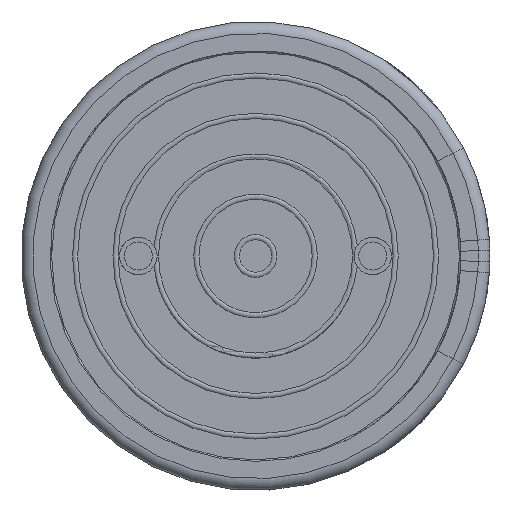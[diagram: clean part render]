
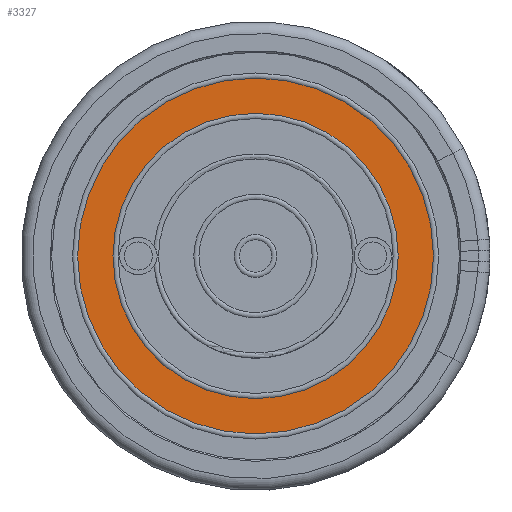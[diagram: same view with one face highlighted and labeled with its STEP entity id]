
A CAD part, front view. The second image highlights one B-rep face of the part: STEP entity #3327.
In plain terms, the highlighted planar face has unit normal (0, -1, 0).
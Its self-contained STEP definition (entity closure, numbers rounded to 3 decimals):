
#67=FACE_BOUND('',#508,.T.);
#242=PLANE('',#3702);
#362=FACE_OUTER_BOUND('',#507,.T.);
#507=EDGE_LOOP('',(#2993,#2994));
#508=EDGE_LOOP('',(#2995,#2996));
#1022=CIRCLE('',#3673,3.795);
#1023=CIRCLE('',#3674,3.795);
#1035=CIRCLE('',#3690,3.043);
#1036=CIRCLE('',#3691,3.043);
#1454=VERTEX_POINT('',#6596);
#1455=VERTEX_POINT('',#6597);
#1466=VERTEX_POINT('',#6628);
#1467=VERTEX_POINT('',#6629);
#1965=EDGE_CURVE('',#1454,#1455,#1022,.T.);
#1966=EDGE_CURVE('',#1455,#1454,#1023,.T.);
#1981=EDGE_CURVE('',#1466,#1467,#1035,.T.);
#1982=EDGE_CURVE('',#1467,#1466,#1036,.T.);
#2993=ORIENTED_EDGE('',*,*,#1965,.T.);
#2994=ORIENTED_EDGE('',*,*,#1966,.T.);
#2995=ORIENTED_EDGE('',*,*,#1981,.T.);
#2996=ORIENTED_EDGE('',*,*,#1982,.T.);
#3327=ADVANCED_FACE('',(#362,#67),#242,.T.);
#3673=AXIS2_PLACEMENT_3D('',#6598,#4477,#4478);
#3674=AXIS2_PLACEMENT_3D('',#6599,#4479,#4480);
#3690=AXIS2_PLACEMENT_3D('',#6630,#4514,#4515);
#3691=AXIS2_PLACEMENT_3D('',#6631,#4516,#4517);
#3702=AXIS2_PLACEMENT_3D('',#6650,#4540,#4541);
#4477=DIRECTION('center_axis',(0.,-1.,0.));
#4478=DIRECTION('ref_axis',(-1.,0.,0.));
#4479=DIRECTION('center_axis',(0.,-1.,0.));
#4480=DIRECTION('ref_axis',(-1.,0.,0.));
#4514=DIRECTION('center_axis',(0.,1.,0.));
#4515=DIRECTION('ref_axis',(-1.,0.,0.));
#4516=DIRECTION('center_axis',(0.,1.,0.));
#4517=DIRECTION('ref_axis',(-1.,0.,0.));
#4540=DIRECTION('center_axis',(0.,-1.,0.));
#4541=DIRECTION('ref_axis',(0.,0.,-1.));
#6596=CARTESIAN_POINT('',(-3.795,0.1,0.));
#6597=CARTESIAN_POINT('',(3.795,0.1,0.));
#6598=CARTESIAN_POINT('Origin',(0.,0.1,0.));
#6599=CARTESIAN_POINT('Origin',(0.,0.1,0.));
#6628=CARTESIAN_POINT('',(-3.043,0.1,0.));
#6629=CARTESIAN_POINT('',(3.043,0.1,0.));
#6630=CARTESIAN_POINT('Origin',(0.,0.1,0.));
#6631=CARTESIAN_POINT('Origin',(0.,0.1,0.));
#6650=CARTESIAN_POINT('Origin',(0.,0.1,0.));
